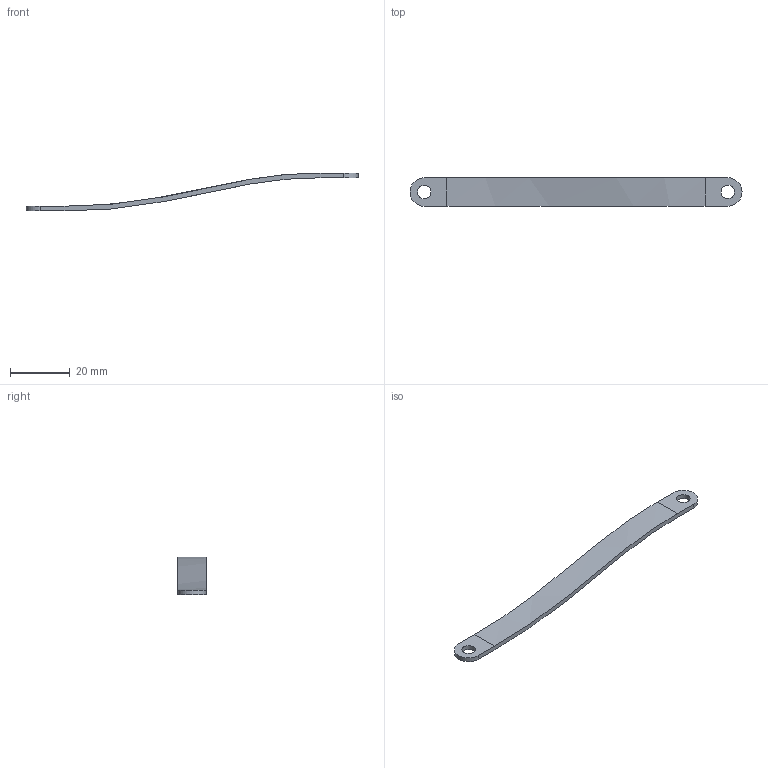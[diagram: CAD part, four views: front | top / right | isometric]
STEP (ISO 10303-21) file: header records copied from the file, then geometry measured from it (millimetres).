
FILE_DESCRIPTION(/* description */ (''),/* implementation_level */ '2;1');
FILE_NAME(/* name */ 'Long EG Poly.step',/* time_stamp */ '2024-06-27T21:01:27-05:00',/* author */ (''),/* organization */ (''),/* preprocessor_version */ 'ST-DEVELOPER v20',/* originating_system */ 'Autodesk Translation Framework v13.14.0.145',/* authorisation */ '');
FILE_SCHEMA (('AUTOMOTIVE_DESIGN { 1 0 10303 214 3 1 1 }'));
Length unit declared in the file: inch
Products named in the file (1): 9 hole poly
Bounding box: 111.12 x 9.53 x 12.71 mm (x, y, z)
Volume: 1598.4 mm3; surface area: 2446.4 mm2
Topology: 1 solids, 1 shells, 12 faces, 30 edges, 20 vertices
Faces by surface type: plane 6, cylinder 4, bspline 2
Full cylindrical faces by diameter (mm): 4.521 x2
Entity records: 624 total; most frequent: CARTESIAN_POINT 293, ORIENTED_EDGE 60, DIRECTION 56, EDGE_CURVE 30, VERTEX_POINT 20, AXIS2_PLACEMENT_3D 19, LINE 18, VECTOR 18
